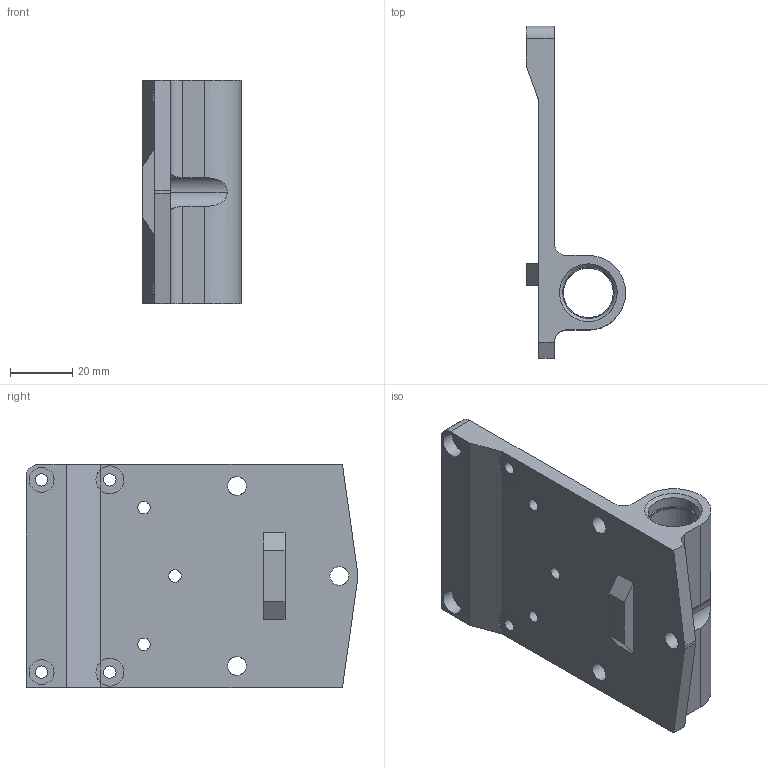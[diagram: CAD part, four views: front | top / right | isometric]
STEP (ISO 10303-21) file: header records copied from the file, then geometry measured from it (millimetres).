
FILE_DESCRIPTION(('FreeCAD Model'),'2;1');
FILE_NAME('x-carriage-mini_black_v1.1.step', '2016-11-08T15:00:06',('Author'),(''), 'Open CASCADE STEP processor 6.8','FreeCAD','Unknown');
FILE_SCHEMA(('AUTOMOTIVE_DESIGN_CC2 { 1 2 10303 214 -1 1 5 4 }'));
Length unit declared in the file: millimetre
Products named in the file (2): ASSEMBLY; Chamfer
Assembly tree (1 placements, depth 2):
  ASSEMBLY
    Chamfer
Bounding box: 32 x 106.99 x 72 mm (x, y, z)
Volume: 62142.5 mm3; surface area: 24739.5 mm2
Topology: 1 solids, 1 shells, 59 faces, 147 edges, 94 vertices
Faces by surface type: plane 31, cylinder 26, cone 2
Full cylindrical faces by diameter (mm): 4 x7, 6 x3, 8 x2, 16 x2, 16.6 x3
Entity records: 4762 total; most frequent: CARTESIAN_POINT 1802, DIRECTION 542, ORIENTED_EDGE 294, PCURVE 294, DEFINITIONAL_REPRESENTATION 294, LINE 290, VECTOR 290, EDGE_CURVE 147
